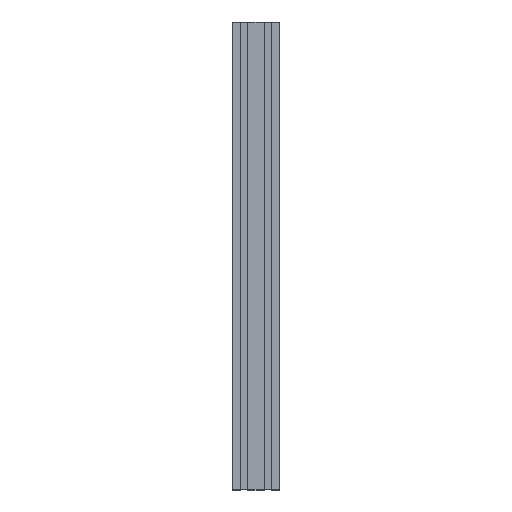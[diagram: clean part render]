
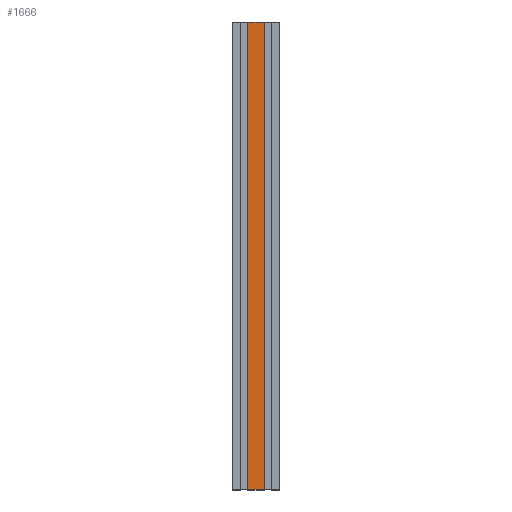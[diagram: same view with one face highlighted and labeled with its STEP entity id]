
A CAD part, top view. The second image highlights one B-rep face of the part: STEP entity #1666.
In plain terms, the highlighted planar face has unit normal (0, 0, 1).
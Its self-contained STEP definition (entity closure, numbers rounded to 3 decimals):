
#96=PLANE('',#1764);
#176=FACE_OUTER_BOUND('',#256,.T.);
#256=EDGE_LOOP('',(#1427,#1428,#1429,#1430));
#304=LINE('',#2257,#534);
#492=LINE('',#2632,#722);
#493=LINE('',#2634,#723);
#494=LINE('',#2635,#724);
#534=VECTOR('',#1846,10.);
#722=VECTOR('',#2158,10.);
#723=VECTOR('',#2161,10.);
#724=VECTOR('',#2162,10.);
#757=VERTEX_POINT('',#2253);
#759=VERTEX_POINT('',#2256);
#883=VERTEX_POINT('',#2628);
#884=VERTEX_POINT('',#2630);
#928=EDGE_CURVE('',#757,#759,#304,.T.);
#1116=EDGE_CURVE('',#883,#884,#492,.T.);
#1117=EDGE_CURVE('',#757,#883,#493,.T.);
#1118=EDGE_CURVE('',#759,#884,#494,.T.);
#1427=ORIENTED_EDGE('',*,*,#1117,.T.);
#1428=ORIENTED_EDGE('',*,*,#1116,.T.);
#1429=ORIENTED_EDGE('',*,*,#1118,.F.);
#1430=ORIENTED_EDGE('',*,*,#928,.F.);
#1666=ADVANCED_FACE('',(#176),#96,.T.);
#1764=AXIS2_PLACEMENT_3D('',#2633,#2159,#2160);
#1846=DIRECTION('',(0.,1.,0.));
#2158=DIRECTION('',(0.,1.,0.));
#2159=DIRECTION('center_axis',(0.,0.,1.));
#2160=DIRECTION('ref_axis',(1.,0.,0.));
#2161=DIRECTION('',(1.,0.,0.));
#2162=DIRECTION('',(1.,0.,0.));
#2253=CARTESIAN_POINT('',(-7.,0.,10.));
#2256=CARTESIAN_POINT('',(-7.,400.,10.));
#2257=CARTESIAN_POINT('',(-7.,0.,10.));
#2628=CARTESIAN_POINT('',(7.,0.,10.));
#2630=CARTESIAN_POINT('',(7.,400.,10.));
#2632=CARTESIAN_POINT('',(7.,0.,10.));
#2633=CARTESIAN_POINT('Origin',(-7.,0.,10.));
#2634=CARTESIAN_POINT('',(-7.,0.,10.));
#2635=CARTESIAN_POINT('',(-7.,400.,10.));
